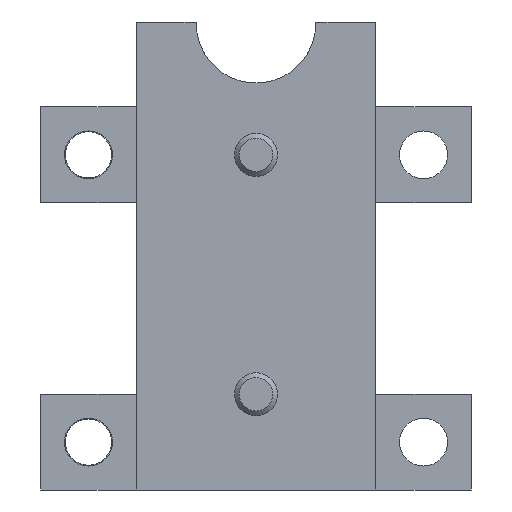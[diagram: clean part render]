
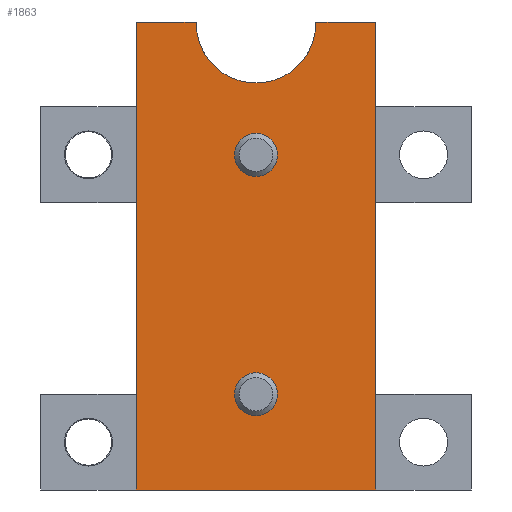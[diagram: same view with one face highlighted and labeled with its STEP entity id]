
A CAD part, front view. The second image highlights one B-rep face of the part: STEP entity #1863.
In plain terms, the highlighted planar face has unit normal (0, -1, 0).
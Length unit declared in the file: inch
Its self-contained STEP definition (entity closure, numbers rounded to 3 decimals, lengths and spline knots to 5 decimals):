
#21=FACE_BOUND('',#239,.T.);
#22=FACE_BOUND('',#240,.T.);
#49=PLANE('',#1991);
#132=FACE_OUTER_BOUND('',#238,.T.);
#238=EDGE_LOOP('',(#1356,#1357,#1358,#1359,#1360,#1361));
#239=EDGE_LOOP('',(#1362));
#240=EDGE_LOOP('',(#1363));
#355=CIRCLE('',#1974,0.25);
#362=CIRCLE('',#1992,0.09);
#363=CIRCLE('',#1993,0.09);
#428=LINE('',#2826,#648);
#429=LINE('',#2828,#649);
#430=LINE('',#2830,#650);
#431=LINE('',#2832,#651);
#432=LINE('',#2833,#652);
#648=VECTOR('',#2197,0.3937);
#649=VECTOR('',#2198,0.3937);
#650=VECTOR('',#2199,0.3937);
#651=VECTOR('',#2200,0.3937);
#652=VECTOR('',#2201,0.3937);
#861=VERTEX_POINT('',#2735);
#862=VERTEX_POINT('',#2737);
#884=VERTEX_POINT('',#2825);
#885=VERTEX_POINT('',#2827);
#886=VERTEX_POINT('',#2829);
#887=VERTEX_POINT('',#2831);
#888=VERTEX_POINT('',#2834);
#889=VERTEX_POINT('',#2836);
#1037=EDGE_CURVE('',#862,#861,#355,.T.);
#1070=EDGE_CURVE('',#861,#884,#428,.T.);
#1071=EDGE_CURVE('',#884,#885,#429,.T.);
#1072=EDGE_CURVE('',#885,#886,#430,.T.);
#1073=EDGE_CURVE('',#886,#887,#431,.T.);
#1074=EDGE_CURVE('',#887,#862,#432,.T.);
#1075=EDGE_CURVE('',#888,#888,#362,.T.);
#1076=EDGE_CURVE('',#889,#889,#363,.T.);
#1356=ORIENTED_EDGE('',*,*,#1037,.T.);
#1357=ORIENTED_EDGE('',*,*,#1070,.T.);
#1358=ORIENTED_EDGE('',*,*,#1071,.T.);
#1359=ORIENTED_EDGE('',*,*,#1072,.T.);
#1360=ORIENTED_EDGE('',*,*,#1073,.T.);
#1361=ORIENTED_EDGE('',*,*,#1074,.T.);
#1362=ORIENTED_EDGE('',*,*,#1075,.T.);
#1363=ORIENTED_EDGE('',*,*,#1076,.T.);
#1863=ADVANCED_FACE('',(#132,#21,#22),#49,.T.);
#1974=AXIS2_PLACEMENT_3D('',#2738,#2137,#2138);
#1991=AXIS2_PLACEMENT_3D('',#2824,#2195,#2196);
#1992=AXIS2_PLACEMENT_3D('',#2835,#2202,#2203);
#1993=AXIS2_PLACEMENT_3D('',#2837,#2204,#2205);
#2137=DIRECTION('center_axis',(0.,1.,0.));
#2138=DIRECTION('ref_axis',(1.,0.,0.));
#2195=DIRECTION('center_axis',(0.,-1.,0.));
#2196=DIRECTION('ref_axis',(0.,0.,-1.));
#2197=DIRECTION('',(-1.,0.,0.));
#2198=DIRECTION('',(0.,0.,-1.));
#2199=DIRECTION('',(1.,0.,0.));
#2200=DIRECTION('',(0.,0.,1.));
#2201=DIRECTION('',(-1.,0.,0.));
#2202=DIRECTION('center_axis',(0.,1.,0.));
#2203=DIRECTION('ref_axis',(1.,0.,0.));
#2204=DIRECTION('center_axis',(0.,1.,0.));
#2205=DIRECTION('ref_axis',(1.,0.,0.));
#2735=CARTESIAN_POINT('',(0.25005,-1.,1.955));
#2737=CARTESIAN_POINT('',(0.74995,-1.,1.955));
#2738=CARTESIAN_POINT('Origin',(0.5,-1.,1.95));
#2824=CARTESIAN_POINT('Origin',(0.5,-1.,0.9775));
#2825=CARTESIAN_POINT('',(0.,-1.,1.955));
#2826=CARTESIAN_POINT('',(0.25,-1.,1.955));
#2827=CARTESIAN_POINT('',(0.,-1.,0.));
#2828=CARTESIAN_POINT('',(0.,-1.,1.955));
#2829=CARTESIAN_POINT('',(1.,-1.,0.));
#2830=CARTESIAN_POINT('',(0.,-1.,0.));
#2831=CARTESIAN_POINT('',(1.,-1.,1.955));
#2832=CARTESIAN_POINT('',(1.,-1.,0.));
#2833=CARTESIAN_POINT('',(0.25,-1.,1.955));
#2834=CARTESIAN_POINT('',(0.41,-1.,1.4));
#2835=CARTESIAN_POINT('Origin',(0.5,-1.,1.4));
#2836=CARTESIAN_POINT('',(0.41,-1.,0.4));
#2837=CARTESIAN_POINT('Origin',(0.5,-1.,0.4));
